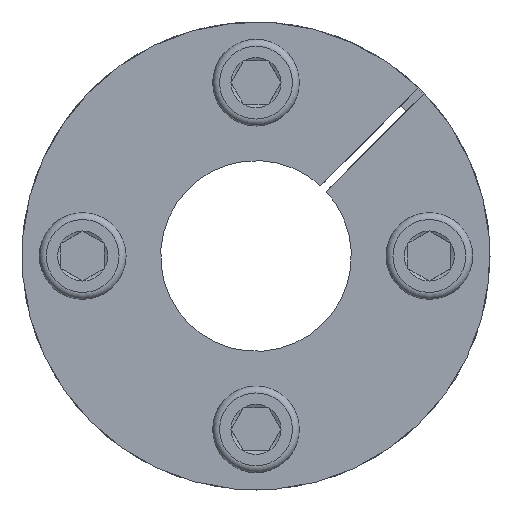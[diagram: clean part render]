
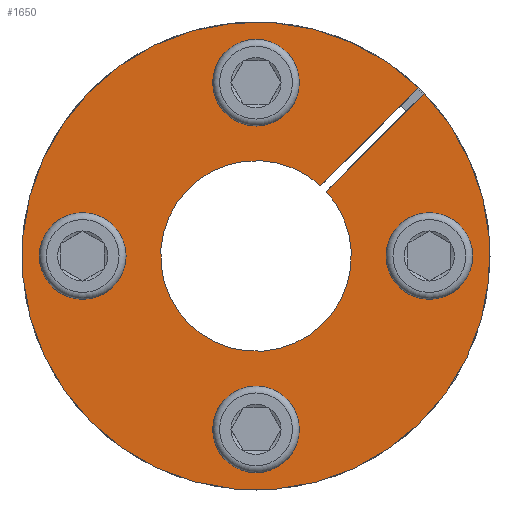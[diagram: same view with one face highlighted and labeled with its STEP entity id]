
A CAD part, front view. The second image highlights one B-rep face of the part: STEP entity #1650.
In plain terms, the highlighted planar face has unit normal (0, -1, 0).
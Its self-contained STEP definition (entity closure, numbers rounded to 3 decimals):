
#211=PLANE('',#1795);
#330=CIRCLE('',#1761,11.);
#343=CIRCLE('',#1784,3.);
#344=CIRCLE('',#1786,27.);
#350=CIRCLE('',#1796,3.);
#351=CIRCLE('',#1797,3.);
#352=CIRCLE('',#1798,3.);
#425=VERTEX_POINT('',#2451);
#427=VERTEX_POINT('',#2455);
#436=VERTEX_POINT('',#2483);
#450=VERTEX_POINT('',#2541);
#452=VERTEX_POINT('',#2552);
#457=VERTEX_POINT('',#2569);
#458=VERTEX_POINT('',#2571);
#459=VERTEX_POINT('',#2573);
#558=VECTOR('',#2011,1.);
#571=VECTOR('',#2039,1.);
#624=LINE('',#2482,#558);
#637=LINE('',#2542,#571);
#689=EDGE_CURVE('',#427,#425,#330,.T.);
#698=EDGE_CURVE('',#436,#425,#624,.T.);
#721=EDGE_CURVE('',#427,#450,#637,.T.);
#726=EDGE_CURVE('',#452,#452,#343,.T.);
#727=EDGE_CURVE('',#450,#436,#344,.T.);
#733=EDGE_CURVE('',#457,#457,#350,.T.);
#734=EDGE_CURVE('',#458,#458,#351,.T.);
#735=EDGE_CURVE('',#459,#459,#352,.T.);
#957=ORIENTED_EDGE('',*,*,#733,.T.);
#958=ORIENTED_EDGE('',*,*,#734,.T.);
#959=ORIENTED_EDGE('',*,*,#735,.T.);
#960=ORIENTED_EDGE('',*,*,#726,.T.);
#961=ORIENTED_EDGE('',*,*,#721,.T.);
#962=ORIENTED_EDGE('',*,*,#727,.T.);
#963=ORIENTED_EDGE('',*,*,#698,.T.);
#964=ORIENTED_EDGE('',*,*,#689,.F.);
#1287=EDGE_LOOP('',(#957));
#1288=EDGE_LOOP('',(#958));
#1289=EDGE_LOOP('',(#959));
#1290=EDGE_LOOP('',(#960));
#1291=EDGE_LOOP('',(#961,#962,#963,#964));
#1472=FACE_BOUND('',#1287,.T.);
#1473=FACE_BOUND('',#1288,.T.);
#1474=FACE_BOUND('',#1289,.T.);
#1475=FACE_BOUND('',#1290,.T.);
#1476=FACE_BOUND('',#1291,.T.);
#1650=ADVANCED_FACE('',(#1472,#1473,#1474,#1475,#1476),#211,.F.);
#1761=AXIS2_PLACEMENT_3D('',#2456,#1994,#1995);
#1784=AXIS2_PLACEMENT_3D('',#2551,#2053,#2054);
#1786=AXIS2_PLACEMENT_3D('',#2554,#2057,#2058);
#1795=AXIS2_PLACEMENT_3D('',#2567,#2073,$);
#1796=AXIS2_PLACEMENT_3D('',#2568,#2074,#2075);
#1797=AXIS2_PLACEMENT_3D('',#2570,#2076,#2077);
#1798=AXIS2_PLACEMENT_3D('',#2572,#2078,#2079);
#1994=DIRECTION('',(0.,-1.,0.));
#1995=DIRECTION('',(0.,0.,-11.));
#2011=DIRECTION('',(-0.707,0.,-0.707));
#2039=DIRECTION('',(0.707,0.,0.707));
#2053=DIRECTION('',(0.,1.,0.));
#2054=DIRECTION('',(0.,0.,3.));
#2057=DIRECTION('',(0.,-1.,0.));
#2058=DIRECTION('',(0.,0.,-27.));
#2073=DIRECTION('',(0.,1.,0.));
#2074=DIRECTION('',(0.,1.,0.));
#2075=DIRECTION('',(3.,0.,0.));
#2076=DIRECTION('',(0.,1.,0.));
#2077=DIRECTION('',(0.,0.,-3.));
#2078=DIRECTION('',(0.,1.,0.));
#2079=DIRECTION('',(-3.,0.,0.));
#2451=CARTESIAN_POINT('',(8.095,0.,7.448));
#2455=CARTESIAN_POINT('',(7.448,0.,8.095));
#2456=CARTESIAN_POINT('',(0.,0.,0.));
#2482=CARTESIAN_POINT('',(19.415,0.,18.769));
#2483=CARTESIAN_POINT('',(19.412,0.,18.766));
#2541=CARTESIAN_POINT('',(18.766,0.,19.412));
#2542=CARTESIAN_POINT('',(7.448,0.,8.095));
#2551=CARTESIAN_POINT('',(-20.,0.,0.));
#2552=CARTESIAN_POINT('',(-20.,0.,3.));
#2554=CARTESIAN_POINT('',(0.,0.,0.));
#2567=CARTESIAN_POINT('',(0.,0.,
27.));
#2568=CARTESIAN_POINT('',(0.,0.,20.));
#2569=CARTESIAN_POINT('',(3.,0.,20.));
#2570=CARTESIAN_POINT('',(20.,0.,0.));
#2571=CARTESIAN_POINT('',(20.,0.,-3.));
#2572=CARTESIAN_POINT('',(0.,0.,-20.));
#2573=CARTESIAN_POINT('',(-3.,0.,-20.));
